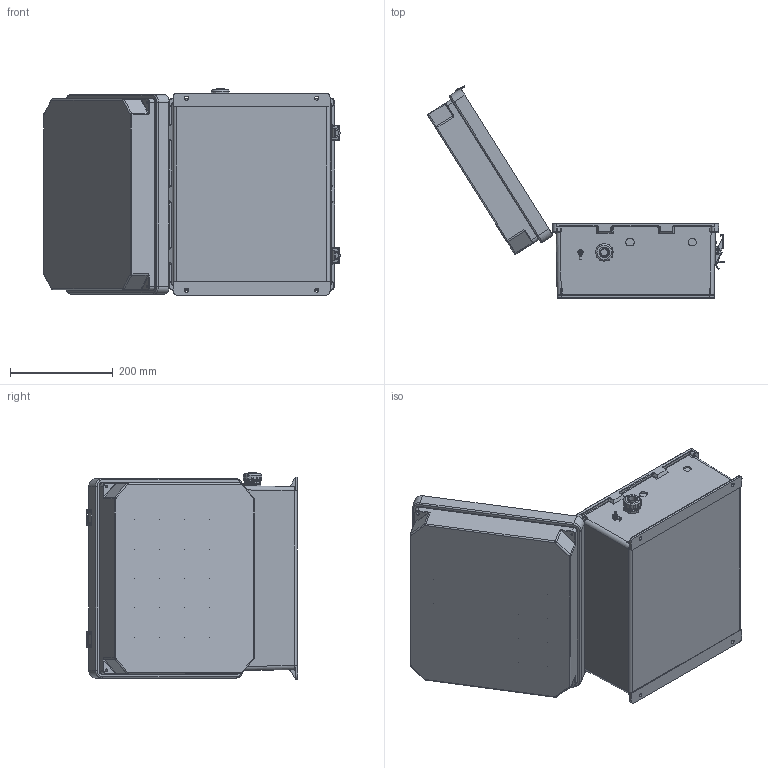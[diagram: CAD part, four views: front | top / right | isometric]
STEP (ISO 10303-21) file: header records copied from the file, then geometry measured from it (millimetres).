
FILE_DESCRIPTION (( 'STEP AP214' ), '1' );
FILE_NAME ('TEF141207-4H0N.STEP', '2018-11-20T15:14:40', ( '' ), ( '' ), 'SwSTEP 2.0', 'SolidWorks 2017', '' );
FILE_SCHEMA (( 'AUTOMOTIVE_DESIGN' ));
Length unit declared in the file: inch
Products named in the file (27): 1BE02-010; NB141207-DoorClasp-1; 1BE02-009; NB141207-Lid-2; 1BE02-008; NB141207-Hinge; 1BE02-007; NB141207-Box; 1BE02-006; 1BE02-005; TEF141207-4H0N; 1BE04-021; NEMA GroundWire-2; XMH-0007; XFS-0017; 10-32 NEMA PLATE SCREW; XCT-0011; XCT-0010; XF451-01; XFW-0002; XFN-0003; XCT-0005; XFS-0026; XFS-0039; XC-0003; HYP312; NB141207-DoorClasp-2
Assembly tree (42 placements, depth 2):
  TEF141207-4H0N
    NB141207-Box
    NB141207-Hinge  x2
    NB141207-Lid-2
    NB141207-DoorClasp-1  x2
    NB141207-DoorClasp-2  x2
    XC-0003
    XFS-0026
    XCT-0005
    XFN-0003  x2
    XFW-0002
    XF451-01
    XCT-0010
    XCT-0011
    10-32 NEMA PLATE SCREW  x4
    XFS-0017  x3
    XMH-0007  x4
    NEMA GroundWire-2
    1BE04-021
    1BE02-005
    1BE02-006  x2
    1BE02-007  x2
    1BE02-008
    1BE02-009  x2
    1BE02-010  x2
    HYP312
    XFS-0039
Bounding box: 578.07 x 413.05 x 402.37 mm (x, y, z)
Volume: 6633147.8 mm3; surface area: 2324213.3 mm2
Topology: 48 solids, 49 shells, 2794 faces, 6971 edges, 4306 vertices
Faces by surface type: plane 1073, cylinder 850, cone 519, torus 193, bspline 151, sphere 8
Full cylindrical faces by diameter (mm): 0.762 x8, 0.94 x2, 1.778 x4, 2.705 x16, 3.15 x4, 3.175 x20, 3.251 x1, 3.252 x1, 3.302 x4, 3.48 x2, 3.556 x9, 3.607 x1, 3.683 x3, 4.064 x4, 4.177 x4, 4.318 x1, 4.572 x2, 5.004 x1, 5.182 x1, 5.3 x2, 5.639 x1, 6.35 x4, 6.5 x4, 6.655 x3, 7.62 x3, 8 x4, 8.928 x4, 9.22 x1, 9.296 x4, 9.525 x1
Entity records: 72799 total; most frequent: CARTESIAN_POINT 17550, DIRECTION 9800, ORIENTED_EDGE 9472, EDGE_CURVE 4736, AXIS2_PLACEMENT_3D 3726, VERTEX_POINT 3182, EDGE_LOOP 2738, VECTOR 2348
